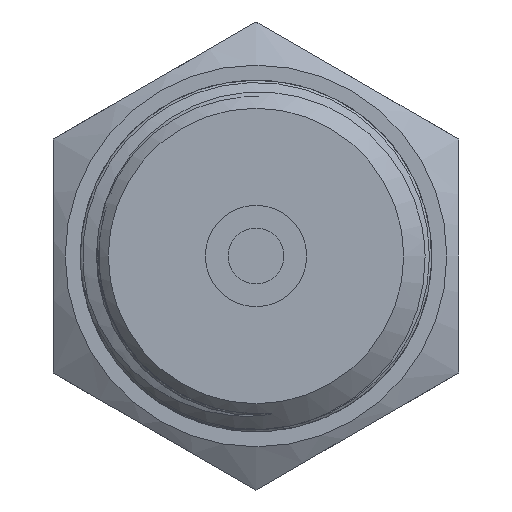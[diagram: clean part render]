
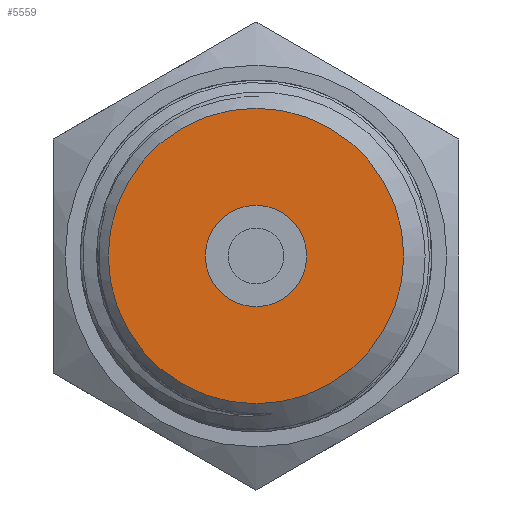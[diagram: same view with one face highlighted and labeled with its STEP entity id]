
A CAD part, left-side view. The second image highlights one B-rep face of the part: STEP entity #5559.
In plain terms, the highlighted planar face has unit normal (-1, 0, 0).
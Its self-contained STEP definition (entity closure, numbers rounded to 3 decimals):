
#315=FACE_BOUND('',#1001,.T.);
#349=PLANE('',#5756);
#656=FACE_OUTER_BOUND('',#1000,.T.);
#1000=EDGE_LOOP('',(#5101));
#1001=EDGE_LOOP('',(#5102));
#1082=CIRCLE('',#5755,3.);
#1083=CIRCLE('',#5757,8.75);
#2659=VERTEX_POINT('',#16568);
#2660=VERTEX_POINT('',#16572);
#3479=EDGE_CURVE('',#2659,#2659,#1082,.T.);
#3481=EDGE_CURVE('',#2660,#2660,#1083,.T.);
#5101=ORIENTED_EDGE('',*,*,#3481,.F.);
#5102=ORIENTED_EDGE('',*,*,#3479,.T.);
#5559=ADVANCED_FACE('',(#656,#315),#349,.T.);
#5755=AXIS2_PLACEMENT_3D('',#16569,#6327,#6328);
#5756=AXIS2_PLACEMENT_3D('',#16571,#6330,#6331);
#5757=AXIS2_PLACEMENT_3D('',#16573,#6332,#6333);
#6327=DIRECTION('center_axis',(1.,0.,0.));
#6328=DIRECTION('ref_axis',(0.,0.,-1.));
#6330=DIRECTION('center_axis',(-1.,0.,0.));
#6331=DIRECTION('ref_axis',(0.,0.,1.));
#6332=DIRECTION('center_axis',(1.,0.,0.));
#6333=DIRECTION('ref_axis',(0.,0.,-1.));
#16568=CARTESIAN_POINT('',(3.,-3.,0.));
#16569=CARTESIAN_POINT('Origin',(3.,0.,0.));
#16571=CARTESIAN_POINT('Origin',(3.,8.75,0.));
#16572=CARTESIAN_POINT('',(3.,-8.75,0.));
#16573=CARTESIAN_POINT('Origin',(3.,0.,0.));
